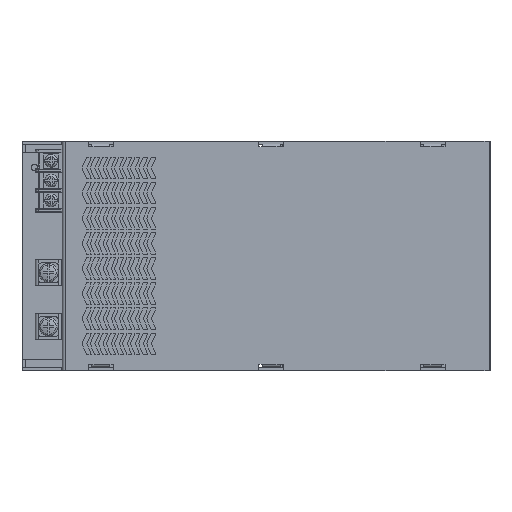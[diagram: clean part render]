
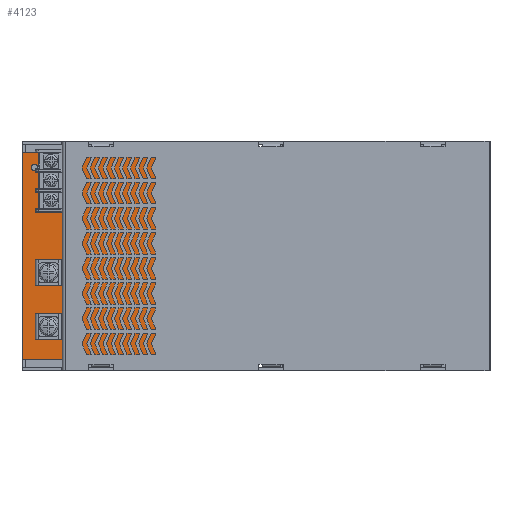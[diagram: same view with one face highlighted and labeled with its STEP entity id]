
A CAD part, top view. The second image highlights one B-rep face of the part: STEP entity #4123.
In plain terms, the highlighted planar face has unit normal (0, 0, 1).
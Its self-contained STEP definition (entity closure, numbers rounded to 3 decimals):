
#2326=FACE_BOUND('',#8582,.T.);
#2327=FACE_BOUND('',#8583,.T.);
#2328=FACE_BOUND('',#8584,.T.);
#2329=FACE_BOUND('',#8585,.T.);
#2330=FACE_BOUND('',#8586,.T.);
#2331=FACE_BOUND('',#8587,.T.);
#3493=CIRCLE('',#34259,1.8);
#3494=CIRCLE('',#34260,1.85);
#3495=CIRCLE('',#34261,1.7);
#3496=CIRCLE('',#34262,1.8);
#3497=CIRCLE('',#34263,1.85);
#4123=ADVANCED_FACE('',(#2326,#2327,#2328,#2329,#2330,#2331),#5516,.T.);
#5516=PLANE('',#34264);
#8582=EDGE_LOOP('',(#12335));
#8583=EDGE_LOOP('',(#12336));
#8584=EDGE_LOOP('',(#12337));
#8585=EDGE_LOOP('',(#12338));
#8586=EDGE_LOOP('',(#12339));
#8587=EDGE_LOOP('',(#12340,#12341,#12342,#12343));
#12335=ORIENTED_EDGE('',*,*,#23461,.F.);
#12336=ORIENTED_EDGE('',*,*,#23462,.F.);
#12337=ORIENTED_EDGE('',*,*,#23463,.T.);
#12338=ORIENTED_EDGE('',*,*,#23464,.T.);
#12339=ORIENTED_EDGE('',*,*,#23465,.F.);
#12340=ORIENTED_EDGE('',*,*,#23451,.T.);
#12341=ORIENTED_EDGE('',*,*,#23455,.T.);
#12342=ORIENTED_EDGE('',*,*,#23458,.T.);
#12343=ORIENTED_EDGE('',*,*,#23460,.T.);
#20038=VERTEX_POINT('',#45976);
#20039=VERTEX_POINT('',#45978);
#20041=VERTEX_POINT('',#45984);
#20043=VERTEX_POINT('',#45990);
#20044=VERTEX_POINT('',#45997);
#20045=VERTEX_POINT('',#45999);
#20046=VERTEX_POINT('',#46001);
#20047=VERTEX_POINT('',#46003);
#20048=VERTEX_POINT('',#46005);
#23451=EDGE_CURVE('',#20039,#20038,#27586,.T.);
#23455=EDGE_CURVE('',#20038,#20041,#27590,.T.);
#23458=EDGE_CURVE('',#20041,#20043,#27593,.T.);
#23460=EDGE_CURVE('',#20043,#20039,#27595,.T.);
#23461=EDGE_CURVE('',#20044,#20044,#3493,.T.);
#23462=EDGE_CURVE('',#20045,#20045,#3494,.T.);
#23463=EDGE_CURVE('',#20046,#20046,#3495,.T.);
#23464=EDGE_CURVE('',#20047,#20047,#3496,.T.);
#23465=EDGE_CURVE('',#20048,#20048,#3497,.T.);
#27586=LINE('',#45977,#30816);
#27590=LINE('',#45985,#30820);
#27593=LINE('',#45991,#30823);
#27595=LINE('',#45994,#30825);
#30816=VECTOR('',#38050,1.);
#30820=VECTOR('',#38056,1.);
#30823=VECTOR('',#38061,1.);
#30825=VECTOR('',#38065,1.);
#34259=AXIS2_PLACEMENT_3D('',#45996,#38068,#38069);
#34260=AXIS2_PLACEMENT_3D('',#45998,#38070,#38071);
#34261=AXIS2_PLACEMENT_3D('',#46000,#38072,#38073);
#34262=AXIS2_PLACEMENT_3D('',#46002,#38074,#38075);
#34263=AXIS2_PLACEMENT_3D('',#46004,#38076,#38077);
#34264=AXIS2_PLACEMENT_3D('',#46006,#38078,#38079);
#38050=DIRECTION('',(0.,-1.,0.));
#38056=DIRECTION('',(1.,0.,0.));
#38061=DIRECTION('',(0.,1.,0.));
#38065=DIRECTION('',(-1.,0.,0.));
#38068=DIRECTION('',(0.,0.,1.));
#38069=DIRECTION('',(1.,0.,0.));
#38070=DIRECTION('',(0.,0.,1.));
#38071=DIRECTION('',(1.,0.,0.));
#38072=DIRECTION('',(0.,0.,-1.));
#38073=DIRECTION('',(1.,0.,0.));
#38074=DIRECTION('',(0.,0.,-1.));
#38075=DIRECTION('',(1.,0.,0.));
#38076=DIRECTION('',(0.,0.,1.));
#38077=DIRECTION('',(1.,0.,0.));
#38078=DIRECTION('',(0.,0.,1.));
#38079=DIRECTION('',(1.,0.,0.));
#45976=CARTESIAN_POINT('',(-57.875,-108.875,1.6));
#45977=CARTESIAN_POINT('',(-57.875,108.875,1.6));
#45978=CARTESIAN_POINT('',(-57.875,108.875,1.6));
#45984=CARTESIAN_POINT('',(57.875,-108.875,1.6));
#45985=CARTESIAN_POINT('',(-57.875,-108.875,1.6));
#45990=CARTESIAN_POINT('',(57.875,108.875,1.6));
#45991=CARTESIAN_POINT('',(57.875,-108.875,1.6));
#45994=CARTESIAN_POINT('',(57.875,108.875,1.6));
#45996=CARTESIAN_POINT('',(-23.375,76.375,1.6));
#45997=CARTESIAN_POINT('',(-21.575,76.375,1.6));
#45998=CARTESIAN_POINT('',(-51.375,-90.625,1.6));
#45999=CARTESIAN_POINT('',(-49.525,-90.625,1.6));
#46000=CARTESIAN_POINT('',(-20.375,-14.625,1.6));
#46001=CARTESIAN_POINT('',(-18.675,-14.625,1.6));
#46002=CARTESIAN_POINT('',(49.375,101.875,1.6));
#46003=CARTESIAN_POINT('',(51.175,101.875,1.6));
#46004=CARTESIAN_POINT('',(46.625,-90.625,1.6));
#46005=CARTESIAN_POINT('',(48.475,-90.625,1.6));
#46006=CARTESIAN_POINT('',(0.,0.,1.6));
